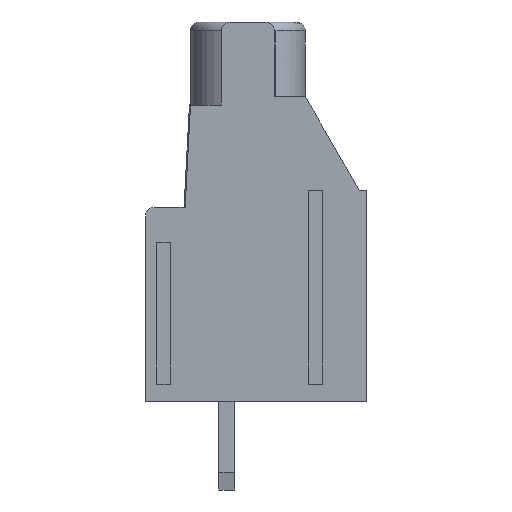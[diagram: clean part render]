
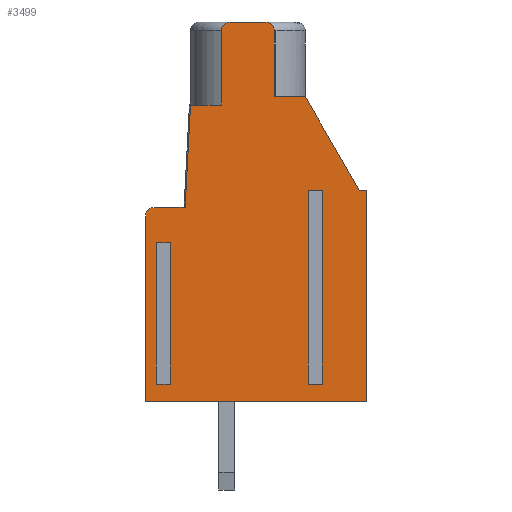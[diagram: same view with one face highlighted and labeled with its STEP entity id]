
A CAD part, left-side view. The second image highlights one B-rep face of the part: STEP entity #3499.
In plain terms, the highlighted planar face has unit normal (-1, 0, 0).
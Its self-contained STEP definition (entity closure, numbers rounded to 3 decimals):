
#3499=ADVANCED_FACE('',(#8586,#8587,#8588),#8589,.F.);
#3697=EDGE_CURVE('',#8890,#8887,#8891,.T.);
#3703=EDGE_CURVE('',#8897,#8900,#8901,.T.);
#3705=EDGE_CURVE('',#8903,#8904,#8905,.T.);
#6329=EDGE_CURVE('',#12421,#12415,#12424,.T.);
#6335=EDGE_CURVE('',#12429,#12421,#12432,.T.);
#6343=EDGE_CURVE('',#12415,#12440,#12441,.T.);
#6349=EDGE_CURVE('',#12445,#12448,#12449,.T.);
#6385=EDGE_CURVE('',#12497,#12448,#12498,.T.);
#6387=EDGE_CURVE('',#12445,#12440,#12500,.T.);
#6389=EDGE_CURVE('',#12429,#8890,#12502,.T.);
#6391=EDGE_CURVE('',#8904,#8887,#12504,.T.);
#6393=EDGE_CURVE('',#12506,#8903,#12507,.T.);
#6395=EDGE_CURVE('',#12509,#12506,#12510,.T.);
#6397=EDGE_CURVE('',#12512,#12509,#12513,.T.);
#6399=EDGE_CURVE('',#12512,#12515,#12516,.T.);
#6401=EDGE_CURVE('',#12515,#12518,#12519,.T.);
#6403=EDGE_CURVE('',#8900,#12518,#12521,.T.);
#6405=EDGE_CURVE('',#8897,#12497,#12523,.T.);
#6407=EDGE_CURVE('',#12525,#12526,#12527,.T.);
#6409=EDGE_CURVE('',#12525,#12529,#12530,.T.);
#6411=EDGE_CURVE('',#12532,#12529,#12533,.T.);
#6413=EDGE_CURVE('',#12526,#12532,#12535,.T.);
#6415=EDGE_CURVE('',#12537,#12538,#12539,.T.);
#6417=EDGE_CURVE('',#12541,#12537,#12542,.T.);
#6419=EDGE_CURVE('',#12541,#12544,#12545,.T.);
#6421=EDGE_CURVE('',#12538,#12544,#12547,.T.);
#8586=FACE_OUTER_BOUND('',#15212,.T.);
#8587=FACE_BOUND('',#15213,.T.);
#8588=FACE_BOUND('',#15214,.T.);
#8589=PLANE('',#15215);
#8887=VERTEX_POINT('',#15638);
#8890=VERTEX_POINT('',#15643);
#8891=CIRCLE('',#15644,0.5);
#8897=VERTEX_POINT('',#15652);
#8900=VERTEX_POINT('',#15657);
#8901=CIRCLE('',#15658,0.5);
#8903=VERTEX_POINT('',#15661);
#8904=VERTEX_POINT('',#15662);
#8905=CIRCLE('',#15663,0.5);
#12415=VERTEX_POINT('',#22564);
#12421=VERTEX_POINT('',#22573);
#12424=LINE('',#22578,#22579);
#12429=VERTEX_POINT('',#22587);
#12432=LINE('',#22592,#22593);
#12440=VERTEX_POINT('',#22608);
#12441=LINE('',#22609,#22610);
#12445=VERTEX_POINT('',#22617);
#12448=VERTEX_POINT('',#22622);
#12449=LINE('',#22623,#22624);
#12497=VERTEX_POINT('',#22706);
#12498=LINE('',#22707,#22708);
#12500=LINE('',#22711,#22712);
#12502=CIRCLE('',#22715,0.5);
#12504=LINE('',#22718,#22719);
#12506=VERTEX_POINT('',#22722);
#12507=CIRCLE('',#22723,0.5);
#12509=VERTEX_POINT('',#22726);
#12510=LINE('',#22727,#22728);
#12512=VERTEX_POINT('',#22731);
#12513=LINE('',#22732,#22733);
#12515=VERTEX_POINT('',#22736);
#12516=LINE('',#22737,#22738);
#12518=VERTEX_POINT('',#22741);
#12519=LINE('',#22742,#22743);
#12521=CIRCLE('',#22746,0.5);
#12523=LINE('',#22749,#22750);
#12525=VERTEX_POINT('',#22753);
#12526=VERTEX_POINT('',#22754);
#12527=LINE('',#22755,#22756);
#12529=VERTEX_POINT('',#22759);
#12530=LINE('',#22760,#22761);
#12532=VERTEX_POINT('',#22764);
#12533=LINE('',#22765,#22766);
#12535=LINE('',#22769,#22770);
#12537=VERTEX_POINT('',#22773);
#12538=VERTEX_POINT('',#22774);
#12539=LINE('',#22775,#22776);
#12541=VERTEX_POINT('',#22779);
#12542=LINE('',#22780,#22781);
#12544=VERTEX_POINT('',#22784);
#12545=LINE('',#22785,#22786);
#12547=LINE('',#22789,#22790);
#15212=EDGE_LOOP('',(#29130,#29131,#29132,#29133,#29134,#29135,#29136,#29137,#29138,#29139,#29140,#29141,#29142,#29143,#29144,#29145,#29146,#29147));
#15213=EDGE_LOOP('',(#29148,#29149,#29150,#29151));
#15214=EDGE_LOOP('',(#29152,#29153,#29154,#29155));
#15215=AXIS2_PLACEMENT_3D('',#29156,#29157,#29158);
#15638=CARTESIAN_POINT('',(0.,5.72,21.5));
#15643=CARTESIAN_POINT('',(0.,5.22,21.003));
#15644=AXIS2_PLACEMENT_3D('',#29801,#29802,#29803);
#15652=CARTESIAN_POINT('',(0.,12.52,10.5));
#15657=CARTESIAN_POINT('',(0.,12.026,11.));
#15658=AXIS2_PLACEMENT_3D('',#29808,#29809,#29810);
#15661=CARTESIAN_POINT('',(0.,8.22,21.003));
#15662=CARTESIAN_POINT('',(0.,7.72,21.5));
#15663=AXIS2_PLACEMENT_3D('',#29811,#29812,#29813);
#22564=CARTESIAN_POINT('',(0.,3.47,17.267));
#22573=CARTESIAN_POINT('',(0.,5.22,17.267));
#22578=CARTESIAN_POINT('',(0.,5.22,17.267));
#22579=VECTOR('',#31268,1.0);
#22587=CARTESIAN_POINT('',(0.,5.22,21.0));
#22592=CARTESIAN_POINT('',(0.,5.22,21.0));
#22593=VECTOR('',#31271,1.0);
#22608=CARTESIAN_POINT('',(0.,0.4,11.95));
#22609=CARTESIAN_POINT('',(0.,3.47,17.267));
#22610=VECTOR('',#31278,1.0);
#22617=CARTESIAN_POINT('',(0.,0.,11.95));
#22622=CARTESIAN_POINT('',(0.,0.0,0.0));
#22623=CARTESIAN_POINT('',(0.,0.,11.95));
#22624=VECTOR('',#31281,1.0);
#22706=CARTESIAN_POINT('',(0.,12.52,0.0));
#22707=CARTESIAN_POINT('',(0.,12.52,0.0));
#22708=VECTOR('',#31301,1.0);
#22711=CARTESIAN_POINT('',(0.,0.,11.95));
#22712=VECTOR('',#31302,1.0);
#22715=AXIS2_PLACEMENT_3D('',#31303,#31304,#31305);
#22718=CARTESIAN_POINT('',(0.,7.72,21.5));
#22719=VECTOR('',#31306,1.0);
#22722=CARTESIAN_POINT('',(0.,8.22,21.0));
#22723=AXIS2_PLACEMENT_3D('',#31307,#31308,#31309);
#22726=CARTESIAN_POINT('',(0.,8.22,16.8));
#22727=CARTESIAN_POINT('',(0.,8.22,16.8));
#22728=VECTOR('',#31310,1.0);
#22731=CARTESIAN_POINT('',(0.,9.97,16.8));
#22732=CARTESIAN_POINT('',(0.,9.97,16.8));
#22733=VECTOR('',#31311,1.0);
#22736=CARTESIAN_POINT('',(0.,10.274,11.0));
#22737=CARTESIAN_POINT('',(0.,9.97,16.8));
#22738=VECTOR('',#31312,1.0);
#22741=CARTESIAN_POINT('',(0.,12.02,11.0));
#22742=CARTESIAN_POINT('',(0.,10.274,11.0));
#22743=VECTOR('',#31313,1.0);
#22746=AXIS2_PLACEMENT_3D('',#31314,#31315,#31316);
#22749=CARTESIAN_POINT('',(0.,12.52,10.5));
#22750=VECTOR('',#31317,1.0);
#22753=CARTESIAN_POINT('',(0.,11.293,1.0));
#22754=CARTESIAN_POINT('',(0.,11.293,9.0));
#22755=CARTESIAN_POINT('',(0.,11.293,1.0));
#22756=VECTOR('',#31318,1.0);
#22759=CARTESIAN_POINT('',(0.,11.707,1.0));
#22760=CARTESIAN_POINT('',(0.,11.293,1.0));
#22761=VECTOR('',#31319,1.0);
#22764=CARTESIAN_POINT('',(0.,11.707,9.0));
#22765=CARTESIAN_POINT('',(0.,11.707,9.0));
#22766=VECTOR('',#31320,1.0);
#22769=CARTESIAN_POINT('',(0.,11.293,9.0));
#22770=VECTOR('',#31321,1.0);
#22773=CARTESIAN_POINT('',(0.,2.693,11.95));
#22774=CARTESIAN_POINT('',(0.,3.107,11.95));
#22775=CARTESIAN_POINT('',(0.,2.693,11.95));
#22776=VECTOR('',#31322,1.0);
#22779=CARTESIAN_POINT('',(0.,2.693,1.0));
#22780=CARTESIAN_POINT('',(0.,2.693,1.0));
#22781=VECTOR('',#31323,1.0);
#22784=CARTESIAN_POINT('',(0.,3.107,1.0));
#22785=CARTESIAN_POINT('',(0.,2.693,1.0));
#22786=VECTOR('',#31324,1.0);
#22789=CARTESIAN_POINT('',(0.,3.107,11.95));
#22790=VECTOR('',#31325,1.0);
#29130=ORIENTED_EDGE('',*,*,#6385,.T.);
#29131=ORIENTED_EDGE('',*,*,#6349,.F.);
#29132=ORIENTED_EDGE('',*,*,#6387,.T.);
#29133=ORIENTED_EDGE('',*,*,#6343,.F.);
#29134=ORIENTED_EDGE('',*,*,#6329,.F.);
#29135=ORIENTED_EDGE('',*,*,#6335,.F.);
#29136=ORIENTED_EDGE('',*,*,#6389,.T.);
#29137=ORIENTED_EDGE('',*,*,#3697,.T.);
#29138=ORIENTED_EDGE('',*,*,#6391,.F.);
#29139=ORIENTED_EDGE('',*,*,#3705,.F.);
#29140=ORIENTED_EDGE('',*,*,#6393,.F.);
#29141=ORIENTED_EDGE('',*,*,#6395,.F.);
#29142=ORIENTED_EDGE('',*,*,#6397,.F.);
#29143=ORIENTED_EDGE('',*,*,#6399,.T.);
#29144=ORIENTED_EDGE('',*,*,#6401,.T.);
#29145=ORIENTED_EDGE('',*,*,#6403,.F.);
#29146=ORIENTED_EDGE('',*,*,#3703,.F.);
#29147=ORIENTED_EDGE('',*,*,#6405,.T.);
#29148=ORIENTED_EDGE('',*,*,#6407,.F.);
#29149=ORIENTED_EDGE('',*,*,#6409,.T.);
#29150=ORIENTED_EDGE('',*,*,#6411,.F.);
#29151=ORIENTED_EDGE('',*,*,#6413,.F.);
#29152=ORIENTED_EDGE('',*,*,#6415,.F.);
#29153=ORIENTED_EDGE('',*,*,#6417,.F.);
#29154=ORIENTED_EDGE('',*,*,#6419,.T.);
#29155=ORIENTED_EDGE('',*,*,#6421,.F.);
#29156=CARTESIAN_POINT('',(0.,-0.313,-0.538));
#29157=DIRECTION('',(1.0,0.,0.));
#29158=DIRECTION('',(0.,0.0,1.0));
#29801=CARTESIAN_POINT('',(0.,5.72,21.0));
#29802=DIRECTION('',(-1.0,0.0,0.0));
#29803=DIRECTION('',(0.0,-1.0,0.0));
#29808=CARTESIAN_POINT('',(0.,12.02,10.5));
#29809=DIRECTION('',(1.0,0.0,0.0));
#29810=DIRECTION('',(0.0,1.0,0.0));
#29811=CARTESIAN_POINT('',(0.,7.72,21.0));
#29812=DIRECTION('',(1.0,0.,0.));
#29813=DIRECTION('',(0.,1.0,0.0));
#31268=DIRECTION('',(0.,-1.0,0.));
#31271=DIRECTION('',(0.,0.,-1.0));
#31278=DIRECTION('',(0.,-0.5,-0.866));
#31281=DIRECTION('',(0.,0.,-1.0));
#31301=DIRECTION('',(0.,-1.0,0.0));
#31302=DIRECTION('',(0.,1.0,0.));
#31303=CARTESIAN_POINT('',(0.,5.72,21.0));
#31304=DIRECTION('',(-1.0,0.0,0.0));
#31305=DIRECTION('',(0.0,-1.0,0.0));
#31306=DIRECTION('',(0.,-1.0,0.));
#31307=CARTESIAN_POINT('',(0.,7.72,21.0));
#31308=DIRECTION('',(1.0,0.,0.));
#31309=DIRECTION('',(0.,1.0,0.0));
#31310=DIRECTION('',(0.,0.,1.0));
#31311=DIRECTION('',(0.,-1.0,0.));
#31312=DIRECTION('',(0.,0.052,-0.999));
#31313=DIRECTION('',(0.,1.0,0.));
#31314=CARTESIAN_POINT('',(0.,12.02,10.5));
#31315=DIRECTION('',(1.0,0.0,0.0));
#31316=DIRECTION('',(0.0,1.0,0.0));
#31317=DIRECTION('',(0.,0.,-1.0));
#31318=DIRECTION('',(0.,0.,1.0));
#31319=DIRECTION('',(0.,1.0,0.));
#31320=DIRECTION('',(0.,0.,-1.0));
#31321=DIRECTION('',(0.,1.0,0.));
#31322=DIRECTION('',(0.,1.0,0.));
#31323=DIRECTION('',(0.,0.,1.0));
#31324=DIRECTION('',(0.,1.0,0.));
#31325=DIRECTION('',(0.,0.,-1.0));
